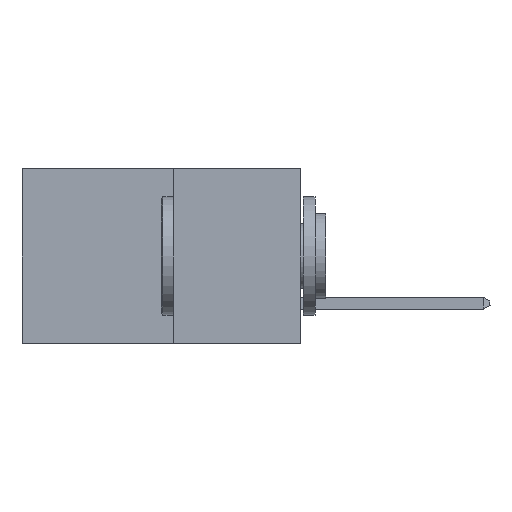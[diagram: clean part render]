
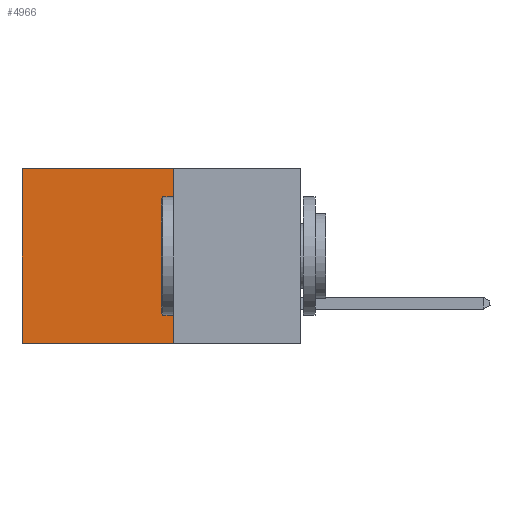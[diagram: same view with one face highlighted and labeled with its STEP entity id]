
A CAD part, left-side view. The second image highlights one B-rep face of the part: STEP entity #4966.
In plain terms, the highlighted planar face has unit normal (-1, 0, 0).
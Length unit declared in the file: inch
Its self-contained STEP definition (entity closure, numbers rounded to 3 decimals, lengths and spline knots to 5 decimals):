
#1756 = VERTEX_POINT ( 'NONE', #19648 ) ;
#2852 = EDGE_CURVE ( 'NONE', #21775, #1756, #14567, .T. ) ;
#3020 = VECTOR ( 'NONE', #6086, 39.37008 ) ;
#3064 = DIRECTION ( 'NONE',  ( 0., 0., -1. ) ) ;
#3367 = DIRECTION ( 'NONE',  ( 1., 0., 0. ) ) ;
#3488 = CARTESIAN_POINT ( 'NONE',  ( 0.277, 0.59, 0. ) ) ;
#3608 = CARTESIAN_POINT ( 'NONE',  ( 0.277, 0.27, 0. ) ) ;
#3618 = CARTESIAN_POINT ( 'NONE',  ( 0.277, 0.27, -0.37 ) ) ;
#3965 = PLANE ( 'NONE',  #15212 ) ;
#4445 = VECTOR ( 'NONE', #19595, 39.37008 ) ;
#4791 = CARTESIAN_POINT ( 'NONE',  ( 0.277, 0.27, 0. ) ) ;
#4966 = ADVANCED_FACE ( 'NONE', ( #10399 ), #3965, .F. ) ;
#6086 = DIRECTION ( 'NONE',  ( 0., 1., 0. ) ) ;
#6161 = ORIENTED_EDGE ( 'NONE', *, *, #21535, .T. ) ;
#6325 = CARTESIAN_POINT ( 'NONE',  ( 0.277, 0.27, -0.37 ) ) ;
#7095 = VERTEX_POINT ( 'NONE', #3488 ) ;
#7151 = LINE ( 'NONE', #21424, #23899 ) ;
#9214 = VERTEX_POINT ( 'NONE', #3608 ) ;
#10399 = FACE_OUTER_BOUND ( 'NONE', #11588, .T. ) ;
#11588 = EDGE_LOOP ( 'NONE', ( #6161, #13409, #12970, #14863 ) ) ;
#11980 = VECTOR ( 'NONE', #24410, 39.37008 ) ;
#12896 = CARTESIAN_POINT ( 'NONE',  ( 0.277, 0.59, -0.37 ) ) ;
#12970 = ORIENTED_EDGE ( 'NONE', *, *, #21420, .F. ) ;
#13409 = ORIENTED_EDGE ( 'NONE', *, *, #2852, .F. ) ;
#14567 = LINE ( 'NONE', #6325, #3020 ) ;
#14863 = ORIENTED_EDGE ( 'NONE', *, *, #20345, .T. ) ;
#15212 = AXIS2_PLACEMENT_3D ( 'NONE', #3618, #3367, #3064 ) ;
#18493 = LINE ( 'NONE', #4791, #11980 ) ;
#19595 = DIRECTION ( 'NONE',  ( 0., 0., -1. ) ) ;
#19648 = CARTESIAN_POINT ( 'NONE',  ( 0.277, 0.59, -0.37 ) ) ;
#20345 = EDGE_CURVE ( 'NONE', #9214, #7095, #18493, .T. ) ;
#21161 = LINE ( 'NONE', #12896, #4445 ) ;
#21420 = EDGE_CURVE ( 'NONE', #9214, #21775, #7151, .T. ) ;
#21424 = CARTESIAN_POINT ( 'NONE',  ( 0.277, 0.27, -0.37 ) ) ;
#21535 = EDGE_CURVE ( 'NONE', #7095, #1756, #21161, .T. ) ;
#21775 = VERTEX_POINT ( 'NONE', #24726 ) ;
#23608 = DIRECTION ( 'NONE',  ( 0., 0., -1. ) ) ;
#23899 = VECTOR ( 'NONE', #23608, 39.37008 ) ;
#24410 = DIRECTION ( 'NONE',  ( 0., 1., 0. ) ) ;
#24726 = CARTESIAN_POINT ( 'NONE',  ( 0.277, 0.27, -0.37 ) ) ;
